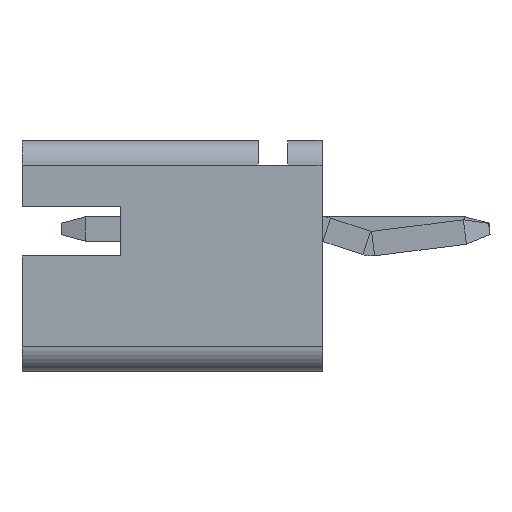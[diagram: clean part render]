
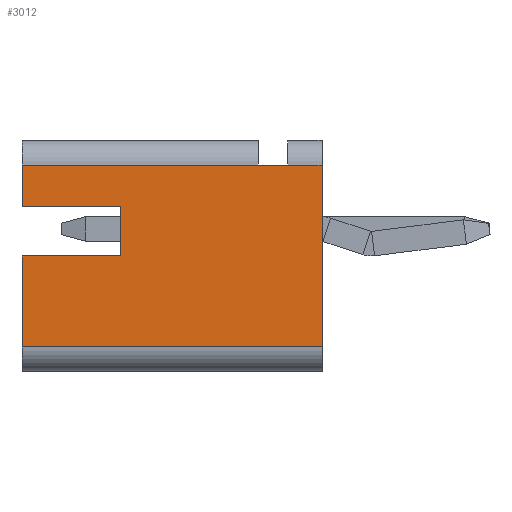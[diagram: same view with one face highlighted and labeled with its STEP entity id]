
A CAD part, left-side view. The second image highlights one B-rep face of the part: STEP entity #3012.
In plain terms, the highlighted planar face has unit normal (-1, 0, 0).
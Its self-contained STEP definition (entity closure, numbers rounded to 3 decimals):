
#67 = ORIENTED_EDGE ( 'NONE', *, *, #5645, .F. ) ;
#149 = VERTEX_POINT ( 'NONE', #2911 ) ;
#238 = LINE ( 'NONE', #1632, #3334 ) ;
#433 = VECTOR ( 'NONE', #3925, 1000. ) ;
#625 = ORIENTED_EDGE ( 'NONE', *, *, #1967, .F. ) ;
#642 = CARTESIAN_POINT ( 'NONE',  ( -2., 4.1, -0.55 ) ) ;
#734 = LINE ( 'NONE', #5943, #433 ) ;
#797 = LINE ( 'NONE', #1370, #5622 ) ;
#932 = VECTOR ( 'NONE', #2612, 1000. ) ;
#1126 = VECTOR ( 'NONE', #1264, 1000. ) ;
#1245 = EDGE_CURVE ( 'NONE', #2946, #4225, #5370, .T. ) ;
#1264 = DIRECTION ( 'NONE',  ( 0., 0., 1. ) ) ;
#1275 = ORIENTED_EDGE ( 'NONE', *, *, #2262, .F. ) ;
#1305 = VECTOR ( 'NONE', #5682, 1000. ) ;
#1366 = VERTEX_POINT ( 'NONE', #3964 ) ;
#1370 = CARTESIAN_POINT ( 'NONE',  ( -2., 6.1, 0.45 ) ) ;
#1484 = LINE ( 'NONE', #3661, #4194 ) ;
#1569 = ORIENTED_EDGE ( 'NONE', *, *, #3468, .F. ) ;
#1632 = CARTESIAN_POINT ( 'NONE',  ( -2., 0., 1.3 ) ) ;
#1759 = EDGE_CURVE ( 'NONE', #5804, #3268, #1484, .T. ) ;
#1816 = DIRECTION ( 'NONE',  ( 0., 0., -1. ) ) ;
#1843 = CARTESIAN_POINT ( 'NONE',  ( -2., 4.1, 0.45 ) ) ;
#1847 = ORIENTED_EDGE ( 'NONE', *, *, #1759, .T. ) ;
#1967 = EDGE_CURVE ( 'NONE', #1366, #3268, #734, .T. ) ;
#1968 = VERTEX_POINT ( 'NONE', #4843 ) ;
#2042 = ORIENTED_EDGE ( 'NONE', *, *, #1245, .T. ) ;
#2136 = CARTESIAN_POINT ( 'NONE',  ( -2., 6.1, -0.55 ) ) ;
#2205 = DIRECTION ( 'NONE',  ( 0., -1., 0. ) ) ;
#2262 = EDGE_CURVE ( 'NONE', #2903, #1968, #3193, .T. ) ;
#2318 = VERTEX_POINT ( 'NONE', #642 ) ;
#2446 = CARTESIAN_POINT ( 'NONE',  ( -2., 0., 1.3 ) ) ;
#2612 = DIRECTION ( 'NONE',  ( 0., 0., 1. ) ) ;
#2742 = CARTESIAN_POINT ( 'NONE',  ( -2., 6.1, 0.45 ) ) ;
#2759 = CARTESIAN_POINT ( 'NONE',  ( -2., 0., 1.8 ) ) ;
#2799 = LINE ( 'NONE', #2759, #4241 ) ;
#2806 = LINE ( 'NONE', #4858, #5612 ) ;
#2903 = VERTEX_POINT ( 'NONE', #2742 ) ;
#2911 = CARTESIAN_POINT ( 'NONE',  ( -2., 6.1, -0.55 ) ) ;
#2946 = VERTEX_POINT ( 'NONE', #3192 ) ;
#3012 = ADVANCED_FACE ( 'NONE', ( #3501 ), #3295, .F. ) ;
#3046 = VERTEX_POINT ( 'NONE', #1843 ) ;
#3192 = CARTESIAN_POINT ( 'NONE',  ( -2., 6.1, -2.4 ) ) ;
#3193 = LINE ( 'NONE', #5062, #932 ) ;
#3230 = DIRECTION ( 'NONE',  ( 0., 1., 0. ) ) ;
#3268 = VERTEX_POINT ( 'NONE', #4941 ) ;
#3295 = PLANE ( 'NONE',  #5543 ) ;
#3334 = VECTOR ( 'NONE', #4581, 1000. ) ;
#3438 = DIRECTION ( 'NONE',  ( 0., 1., 0. ) ) ;
#3468 = EDGE_CURVE ( 'NONE', #2946, #149, #5212, .T. ) ;
#3501 = FACE_OUTER_BOUND ( 'NONE', #5546, .T. ) ;
#3582 = EDGE_CURVE ( 'NONE', #149, #2318, #2806, .T. ) ;
#3588 = CARTESIAN_POINT ( 'NONE',  ( -2., 0., -2.4 ) ) ;
#3661 = CARTESIAN_POINT ( 'NONE',  ( -2., 0., 1.3 ) ) ;
#3925 = DIRECTION ( 'NONE',  ( 0., -1., 0. ) ) ;
#3964 = CARTESIAN_POINT ( 'NONE',  ( -2., 1.3, 1.3 ) ) ;
#4194 = VECTOR ( 'NONE', #3230, 1000. ) ;
#4225 = VERTEX_POINT ( 'NONE', #3588 ) ;
#4241 = VECTOR ( 'NONE', #6275, 1000. ) ;
#4252 = CARTESIAN_POINT ( 'NONE',  ( -2., 0., 0. ) ) ;
#4581 = DIRECTION ( 'NONE',  ( 0., 1., 0. ) ) ;
#4753 = DIRECTION ( 'NONE',  ( 1., 0., 0. ) ) ;
#4843 = CARTESIAN_POINT ( 'NONE',  ( -2., 6.1, 1.3 ) ) ;
#4851 = CARTESIAN_POINT ( 'NONE',  ( -2., 0., -2.4 ) ) ;
#4858 = CARTESIAN_POINT ( 'NONE',  ( -2., 6.1, -0.55 ) ) ;
#4890 = LINE ( 'NONE', #5238, #1126 ) ;
#4941 = CARTESIAN_POINT ( 'NONE',  ( -2., 0.7, 1.3 ) ) ;
#5008 = EDGE_CURVE ( 'NONE', #3046, #2903, #797, .T. ) ;
#5062 = CARTESIAN_POINT ( 'NONE',  ( -2., 6.1, 1.8 ) ) ;
#5206 = VECTOR ( 'NONE', #5913, 1000. ) ;
#5212 = LINE ( 'NONE', #2136, #1305 ) ;
#5228 = EDGE_CURVE ( 'NONE', #1366, #1968, #238, .T. ) ;
#5238 = CARTESIAN_POINT ( 'NONE',  ( -2., 4.1, 0.45 ) ) ;
#5370 = LINE ( 'NONE', #4851, #5206 ) ;
#5543 = AXIS2_PLACEMENT_3D ( 'NONE', #4252, #4753, #1816 ) ;
#5546 = EDGE_LOOP ( 'NONE', ( #1569, #2042, #67, #1847, #625, #5678, #1275, #5739, #5628, #6253 ) ) ;
#5612 = VECTOR ( 'NONE', #2205, 1000. ) ;
#5622 = VECTOR ( 'NONE', #3438, 1000. ) ;
#5628 = ORIENTED_EDGE ( 'NONE', *, *, #5962, .F. ) ;
#5645 = EDGE_CURVE ( 'NONE', #5804, #4225, #2799, .T. ) ;
#5678 = ORIENTED_EDGE ( 'NONE', *, *, #5228, .T. ) ;
#5682 = DIRECTION ( 'NONE',  ( 0., 0., 1. ) ) ;
#5739 = ORIENTED_EDGE ( 'NONE', *, *, #5008, .F. ) ;
#5804 = VERTEX_POINT ( 'NONE', #2446 ) ;
#5913 = DIRECTION ( 'NONE',  ( 0., -1., 0. ) ) ;
#5943 = CARTESIAN_POINT ( 'NONE',  ( -2., 1.3, 1.3 ) ) ;
#5962 = EDGE_CURVE ( 'NONE', #2318, #3046, #4890, .T. ) ;
#6253 = ORIENTED_EDGE ( 'NONE', *, *, #3582, .F. ) ;
#6275 = DIRECTION ( 'NONE',  ( 0., 0., -1. ) ) ;
